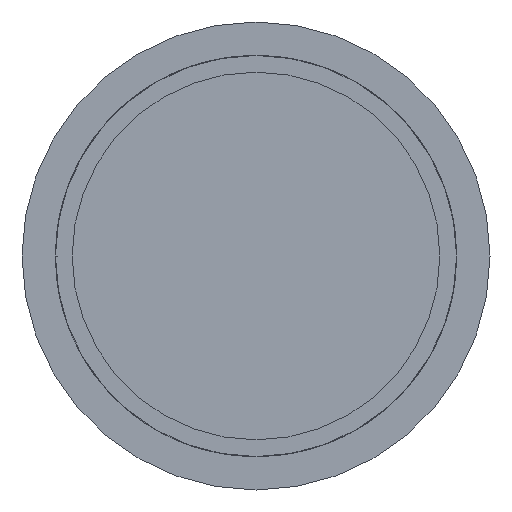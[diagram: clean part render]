
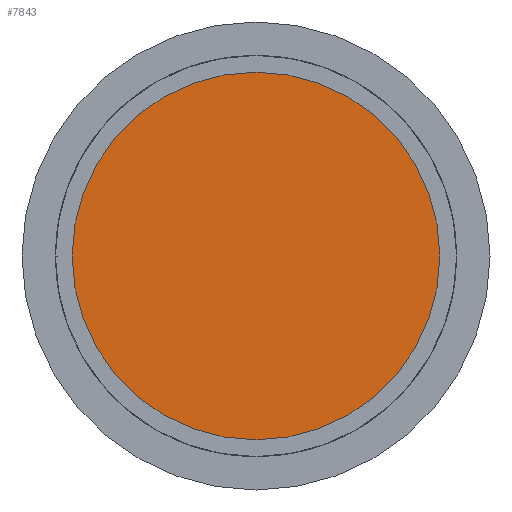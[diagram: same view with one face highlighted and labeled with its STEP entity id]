
A CAD part, left-side view. The second image highlights one B-rep face of the part: STEP entity #7843.
In plain terms, the highlighted planar face has unit normal (-1, 0, 0).
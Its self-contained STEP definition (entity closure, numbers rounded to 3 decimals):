
#3277=CARTESIAN_POINT('',(-15.1,0.,0.));
#3278=DIRECTION('',(-1.,0.,0.));
#3279=DIRECTION('',(0.,-1.,0.));
#3280=AXIS2_PLACEMENT_3D('',#3277,#3278,#3279);
#3282=CARTESIAN_POINT('',(-15.1,0.,0.));
#3283=DIRECTION('',(-1.,0.,0.));
#3284=DIRECTION('',(0.,1.,0.));
#3285=AXIS2_PLACEMENT_3D('',#3282,#3283,#3284);
#5977=CARTESIAN_POINT('',(-15.1,-5.5,0.));
#5978=CARTESIAN_POINT('',(-15.1,5.5,0.));
#5979=VERTEX_POINT('',#5977);
#5980=VERTEX_POINT('',#5978);
#7834=CARTESIAN_POINT('',(-15.1,0.,0.));
#7835=DIRECTION('',(-1.,0.,0.));
#7836=DIRECTION('',(0.,-1.,0.));
#7837=AXIS2_PLACEMENT_3D('',#7834,#7835,#7836);
#7838=PLANE('',#7837);
#7839=ORIENTED_EDGE('',*,*,#7800,.F.);
#7840=ORIENTED_EDGE('',*,*,#7821,.F.);
#7841=EDGE_LOOP('',(#7839,#7840));
#7842=FACE_OUTER_BOUND('',#7841,.F.);
#3281=CIRCLE('',#3280,5.5);
#3286=CIRCLE('',#3285,5.5);
#7800=EDGE_CURVE('',#5979,#5980,#3281,.T.);
#7821=EDGE_CURVE('',#5980,#5979,#3286,.T.);
#7843=ADVANCED_FACE('',(#7842),#7838,.T.);
